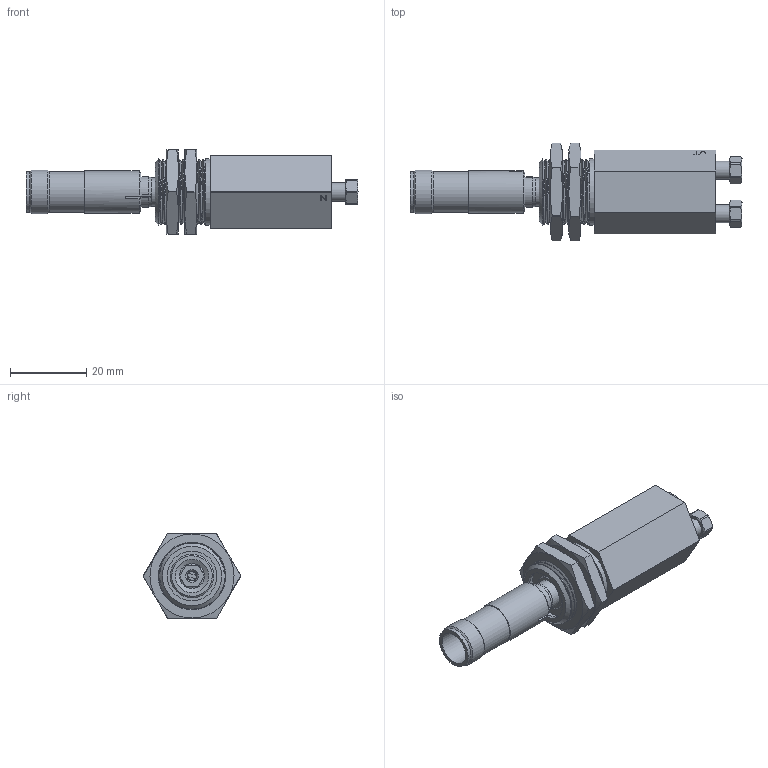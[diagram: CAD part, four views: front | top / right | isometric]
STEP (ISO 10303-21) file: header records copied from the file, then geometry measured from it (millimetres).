
FILE_DESCRIPTION((''),'2;1');
FILE_NAME('313405-CVA10GL1 Condyne combo valve.stp','2013-08-26T11:51:53',('Franzp'),(''),'Autodesk Inventor 2013','Autodesk Inventor 2013','');
FILE_SCHEMA(('AUTOMOTIVE_DESIGN { 1 0 10303 214 1 1 1 1 }'));
Length unit declared in the file: millimetre
Products named in the file (3): 3234a05; 323405; 313148
Assembly tree (3 placements, depth 2):
  3234a05
    323405
    313148  x2
Bounding box: 87.3 x 25.66 x 22.32 mm (x, y, z)
Volume: 1310.7 mm3; surface area: 9032 mm2
Topology: 2 solids, 16 shells, 134 faces, 430 edges, 309 vertices
Faces by surface type: plane 63, cylinder 46, cone 23, bspline 2
Full cylindrical faces by diameter (mm): 1.727 x2, 4.826 x2, 6.68 x1, 7.391 x1, 8.76 x1, 10.668 x2, 11.113 x1, 11.43 x1, 13.081 x1, 14.199 x1, 15.873 x2, 16.307 x2, 17.399 x1
Entity records: 6080 total; most frequent: CARTESIAN_POINT 2754, DIRECTION 638, ORIENTED_EDGE 529, EDGE_CURVE 335, VERTEX_POINT 265, AXIS2_PLACEMENT_3D 244, EDGE_LOOP 170, VECTOR 150
